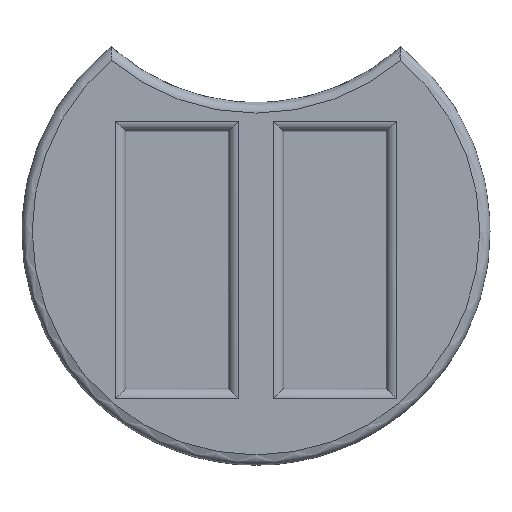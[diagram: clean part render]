
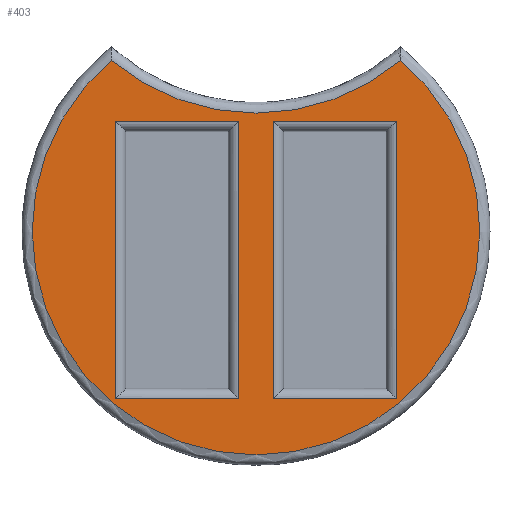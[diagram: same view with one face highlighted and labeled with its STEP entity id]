
A CAD part, top view. The second image highlights one B-rep face of the part: STEP entity #403.
In plain terms, the highlighted planar face has unit normal (0, 0, 1).
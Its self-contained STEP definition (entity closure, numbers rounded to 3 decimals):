
#30=FACE_BOUND('',#85,.T.);
#31=FACE_BOUND('',#86,.T.);
#32=CIRCLE('',#448,32.319);
#33=CIRCLE('',#449,32.5);
#42=PLANE('',#447);
#58=FACE_OUTER_BOUND('',#84,.T.);
#84=EDGE_LOOP('',(#296,#297));
#85=EDGE_LOOP('',(#298,#299,#300,#301));
#86=EDGE_LOOP('',(#302,#303,#304,#305));
#114=LINE('',#601,#146);
#116=LINE('',#609,#148);
#118=LINE('',#615,#150);
#121=LINE('',#621,#153);
#127=LINE('',#639,#159);
#128=LINE('',#641,#160);
#129=LINE('',#643,#161);
#130=LINE('',#644,#162);
#146=VECTOR('',#483,10.);
#148=VECTOR('',#491,10.);
#150=VECTOR('',#497,10.);
#153=VECTOR('',#504,10.);
#159=VECTOR('',#520,10.);
#160=VECTOR('',#521,10.);
#161=VECTOR('',#522,10.);
#162=VECTOR('',#523,10.);
#178=VERTEX_POINT('',#599);
#179=VERTEX_POINT('',#600);
#182=VERTEX_POINT('',#608);
#184=VERTEX_POINT('',#614);
#189=VERTEX_POINT('',#633);
#190=VERTEX_POINT('',#634);
#191=VERTEX_POINT('',#637);
#192=VERTEX_POINT('',#638);
#193=VERTEX_POINT('',#640);
#194=VERTEX_POINT('',#642);
#214=EDGE_CURVE('',#178,#179,#114,.T.);
#218=EDGE_CURVE('',#179,#182,#116,.T.);
#221=EDGE_CURVE('',#182,#184,#118,.T.);
#225=EDGE_CURVE('',#184,#178,#121,.T.);
#231=EDGE_CURVE('',#189,#190,#32,.T.);
#232=EDGE_CURVE('',#190,#189,#33,.T.);
#233=EDGE_CURVE('',#191,#192,#127,.T.);
#234=EDGE_CURVE('',#193,#191,#128,.T.);
#235=EDGE_CURVE('',#194,#193,#129,.T.);
#236=EDGE_CURVE('',#192,#194,#130,.T.);
#296=ORIENTED_EDGE('',*,*,#231,.F.);
#297=ORIENTED_EDGE('',*,*,#232,.F.);
#298=ORIENTED_EDGE('',*,*,#233,.F.);
#299=ORIENTED_EDGE('',*,*,#234,.F.);
#300=ORIENTED_EDGE('',*,*,#235,.F.);
#301=ORIENTED_EDGE('',*,*,#236,.F.);
#302=ORIENTED_EDGE('',*,*,#214,.F.);
#303=ORIENTED_EDGE('',*,*,#225,.F.);
#304=ORIENTED_EDGE('',*,*,#221,.F.);
#305=ORIENTED_EDGE('',*,*,#218,.F.);
#403=ADVANCED_FACE('',(#58,#30,#31),#42,.F.);
#447=AXIS2_PLACEMENT_3D('',#632,#514,#515);
#448=AXIS2_PLACEMENT_3D('',#635,#516,#517);
#449=AXIS2_PLACEMENT_3D('',#636,#518,#519);
#483=DIRECTION('',(0.,1.,0.));
#491=DIRECTION('',(-1.,0.,0.));
#497=DIRECTION('',(0.,-1.,0.));
#504=DIRECTION('',(1.,0.,0.));
#514=DIRECTION('center_axis',(0.,0.,-1.));
#515=DIRECTION('ref_axis',(-1.,0.,0.));
#516=DIRECTION('center_axis',(0.,0.,-1.));
#517=DIRECTION('ref_axis',(0.,-1.,0.));
#518=DIRECTION('center_axis',(0.,0.,1.));
#519=DIRECTION('ref_axis',(0.,-1.,0.));
#520=DIRECTION('',(0.,1.,0.));
#521=DIRECTION('',(1.,0.,0.));
#522=DIRECTION('',(0.,-1.,0.));
#523=DIRECTION('',(-1.,0.,0.));
#599=CARTESIAN_POINT('',(20.288,150.484,17.5));
#600=CARTESIAN_POINT('',(20.288,190.584,17.5));
#601=CARTESIAN_POINT('',(20.288,181.892,17.5));
#608=CARTESIAN_POINT('',(2.488,190.584,17.5));
#609=CARTESIAN_POINT('',(1.994,190.584,17.5));
#614=CARTESIAN_POINT('',(2.488,150.484,17.5));
#615=CARTESIAN_POINT('',(2.488,163.342,17.5));
#621=CARTESIAN_POINT('',(9.394,150.484,17.5));
#632=CARTESIAN_POINT('Origin',(0.,174.7,17.5));
#633=CARTESIAN_POINT('',(20.898,199.353,17.5));
#634=CARTESIAN_POINT('',(-20.898,199.353,17.5));
#635=CARTESIAN_POINT('Origin',(0.,174.7,17.5));
#636=CARTESIAN_POINT('Origin',(0.,224.243,17.5));
#637=CARTESIAN_POINT('',(-2.487,150.484,17.5));
#638=CARTESIAN_POINT('',(-2.487,190.584,17.5));
#639=CARTESIAN_POINT('',(-2.487,181.892,17.5));
#640=CARTESIAN_POINT('',(-20.287,150.484,17.5));
#641=CARTESIAN_POINT('',(-1.994,150.484,17.5));
#642=CARTESIAN_POINT('',(-20.287,190.584,17.5));
#643=CARTESIAN_POINT('',(-20.287,163.342,17.5));
#644=CARTESIAN_POINT('',(-9.394,190.584,17.5));
